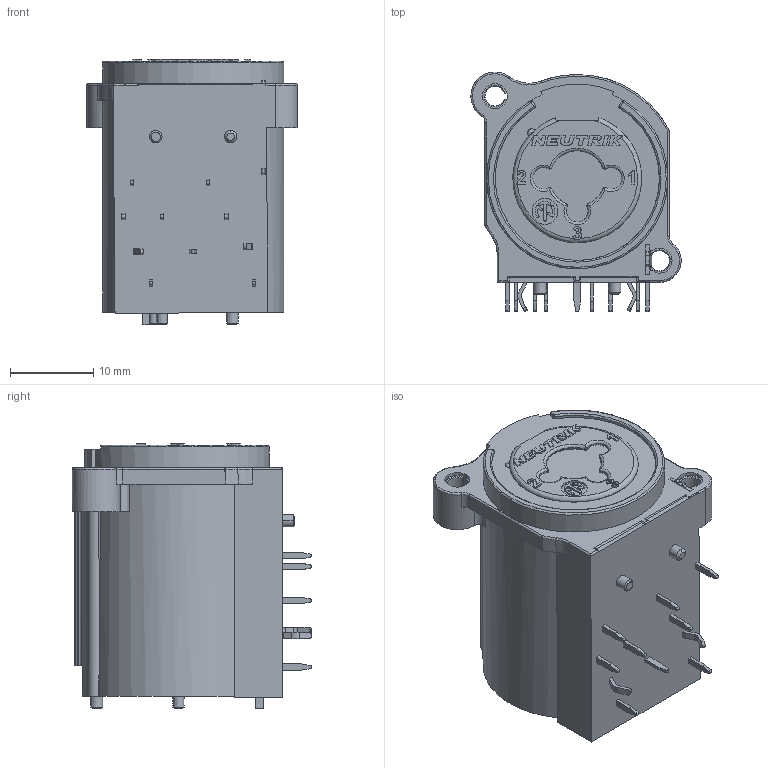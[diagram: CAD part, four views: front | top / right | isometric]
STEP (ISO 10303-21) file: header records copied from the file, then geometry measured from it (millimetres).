
FILE_DESCRIPTION((''),'2;1');
FILE_NAME('NCJ10FE-H-0_SW0001','2024-06-17T14:11:02',('zhj'),(''),'CREO PARAMETRIC BY PTC INC, 2021184','CREO PARAMETRIC BY PTC INC, 2021184','');
FILE_SCHEMA(('CONFIG_CONTROL_DESIGN'));
Length unit declared in the file: millimetre
Products named in the file (1): NCJ10FE-H-0_SW0001
Bounding box: 25.3 x 28.85 x 31.89 mm (x, y, z)
Volume: 13350.9 mm3; surface area: 4056.8 mm2
Topology: 1 solids, 1 shells, 455 faces, 1376 edges, 945 vertices
Faces by surface type: plane 233, cylinder 125, extrusion 47, cone 26, torus 16, sphere 5, bspline 3
Entity records: 16996 total; most frequent: CARTESIAN_POINT 4734, ORIENTED_EDGE 2738, DIRECTION 2327, EDGE_CURVE 1369, VERTEX_POINT 945, AXIS2_PLACEMENT_3D 792, VECTOR 743, LINE 696
